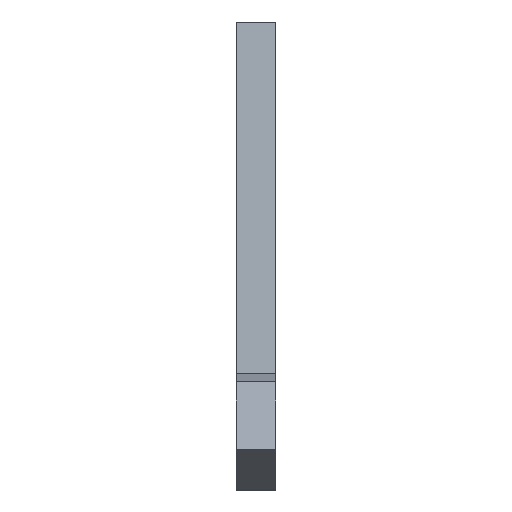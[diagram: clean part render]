
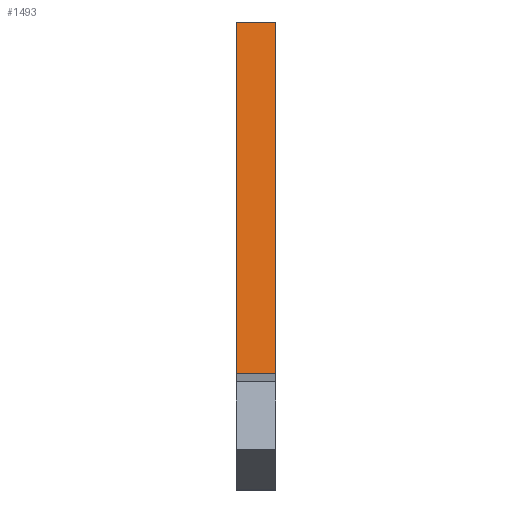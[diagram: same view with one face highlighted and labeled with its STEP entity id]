
A CAD part, left-side view. The second image highlights one B-rep face of the part: STEP entity #1493.
In plain terms, the highlighted planar face has unit normal (-0.446, 0, 0.895).
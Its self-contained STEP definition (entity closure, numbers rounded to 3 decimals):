
#103 = VECTOR ( 'NONE', #1942, 1000. ) ;
#230 = VERTEX_POINT ( 'NONE', #2957 ) ;
#242 = CARTESIAN_POINT ( 'NONE',  ( -105.455, 0., -34.038 ) ) ;
#261 = AXIS2_PLACEMENT_3D ( 'NONE', #327, #1336, #606 ) ;
#310 = VERTEX_POINT ( 'NONE', #443 ) ;
#325 = ORIENTED_EDGE ( 'NONE', *, *, #1676, .F. ) ;
#327 = CARTESIAN_POINT ( 'NONE',  ( -14.177, 5., 11.472 ) ) ;
#358 = VECTOR ( 'NONE', #2825, 1000. ) ;
#378 = VERTEX_POINT ( 'NONE', #3212 ) ;
#443 = CARTESIAN_POINT ( 'NONE',  ( -105.455, 5., -34.038 ) ) ;
#516 = VECTOR ( 'NONE', #592, 1000. ) ;
#592 = DIRECTION ( 'NONE',  ( 0.895, 0., 0.446 ) ) ;
#606 = DIRECTION ( 'NONE',  ( -0.895, 0., -0.446 ) ) ;
#624 = LINE ( 'NONE', #1623, #516 ) ;
#797 = CARTESIAN_POINT ( 'NONE',  ( -14.177, 5., 11.472 ) ) ;
#824 = FACE_OUTER_BOUND ( 'NONE', #2251, .T. ) ;
#1061 = LINE ( 'NONE', #797, #2865 ) ;
#1295 = EDGE_CURVE ( 'NONE', #310, #2928, #2723, .T. ) ;
#1336 = DIRECTION ( 'NONE',  ( 0.446, 0., -0.895 ) ) ;
#1396 = EDGE_CURVE ( 'NONE', #2928, #378, #2088, .T. ) ;
#1493 = ADVANCED_FACE ( 'NONE', ( #824 ), #1829, .F. ) ;
#1623 = CARTESIAN_POINT ( 'NONE',  ( -103.324, 5., -32.975 ) ) ;
#1646 = ORIENTED_EDGE ( 'NONE', *, *, #2771, .F. ) ;
#1676 = EDGE_CURVE ( 'NONE', #310, #230, #624, .T. ) ;
#1796 = DIRECTION ( 'NONE',  ( 0., -1., 0. ) ) ;
#1798 = ORIENTED_EDGE ( 'NONE', *, *, #1295, .T. ) ;
#1829 = PLANE ( 'NONE',  #261 ) ;
#1880 = ORIENTED_EDGE ( 'NONE', *, *, #1396, .T. ) ;
#1942 = DIRECTION ( 'NONE',  ( 0., -1., 0. ) ) ;
#2088 = LINE ( 'NONE', #3093, #358 ) ;
#2251 = EDGE_LOOP ( 'NONE', ( #325, #1798, #1880, #1646 ) ) ;
#2723 = LINE ( 'NONE', #242, #103 ) ;
#2771 = EDGE_CURVE ( 'NONE', #230, #378, #1061, .T. ) ;
#2825 = DIRECTION ( 'NONE',  ( 0.895, 0., 0.446 ) ) ;
#2865 = VECTOR ( 'NONE', #1796, 1000. ) ;
#2928 = VERTEX_POINT ( 'NONE', #3134 ) ;
#2957 = CARTESIAN_POINT ( 'NONE',  ( -14.177, 5., 11.472 ) ) ;
#3093 = CARTESIAN_POINT ( 'NONE',  ( -14.177, 0., 11.472 ) ) ;
#3134 = CARTESIAN_POINT ( 'NONE',  ( -105.455, 0., -34.038 ) ) ;
#3212 = CARTESIAN_POINT ( 'NONE',  ( -14.177, 0., 11.472 ) ) ;
